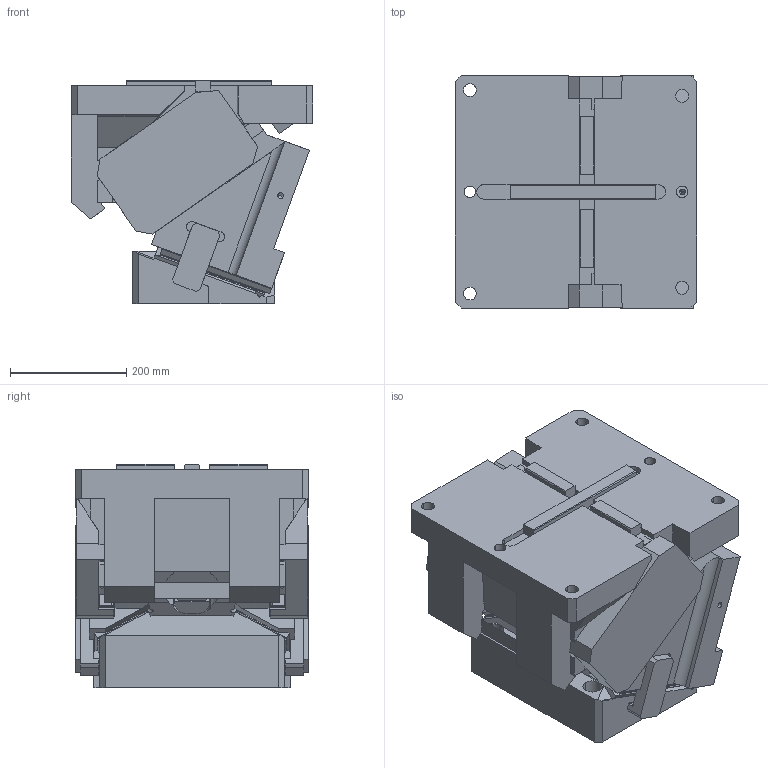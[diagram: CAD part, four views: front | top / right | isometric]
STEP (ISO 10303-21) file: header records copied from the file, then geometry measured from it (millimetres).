
FILE_DESCRIPTION(('CATIA V5 STEP Exchange'),'2;1');
FILE_NAME('CACV_F_400_20.stp','2015-04-27T07:00:53+00:00',('none'),('none'),'CATIA Version 5 Release 19 SP 2 (IN-10)','CATIA V5 STEP AP203','none');
FILE_SCHEMA(('CONFIG_CONTROL_DESIGN'));
Length unit declared in the file: millimetre
Products named in the file (1): CACV_F_400_20
Bounding box: 415 x 400 x 384 mm (x, y, z)
Volume: 40015101.9 mm3; surface area: 1693529.5 mm2
Topology: 3 solids, 7 shells, 602 faces, 1720 edges, 1125 vertices
Faces by surface type: plane 431, cylinder 157, cone 14
Entity records: 20170 total; most frequent: CARTESIAN_POINT 5058, ORIENTED_EDGE 3428, DIRECTION 2591, EDGE_CURVE 1714, VECTOR 1353, LINE 1353, VERTEX_POINT 1125, AXIS2_PLACEMENT_3D 717
